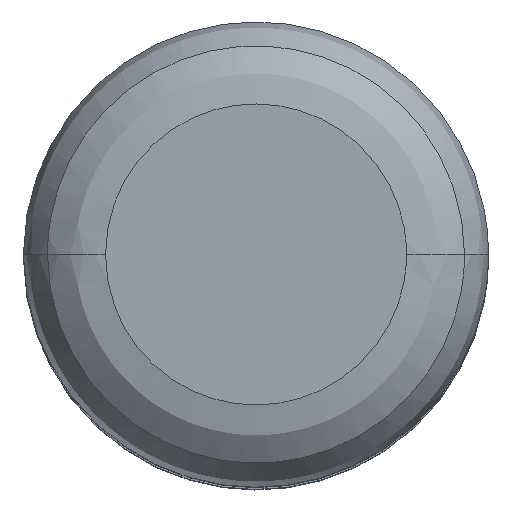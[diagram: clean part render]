
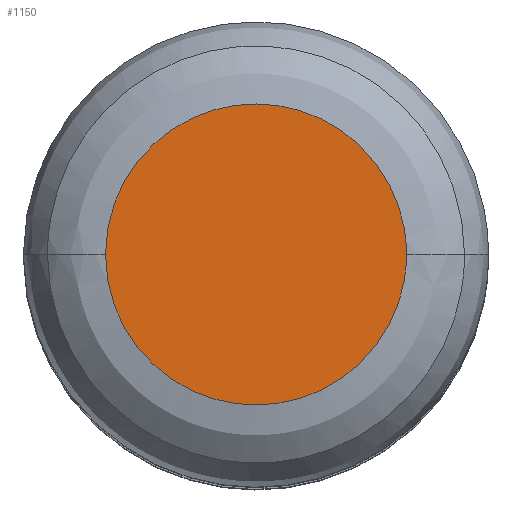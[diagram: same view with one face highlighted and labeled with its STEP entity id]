
A CAD part, top view. The second image highlights one B-rep face of the part: STEP entity #1150.
In plain terms, the highlighted free-form (B-spline) face has degree [1, 1] with [2, 2] control points.
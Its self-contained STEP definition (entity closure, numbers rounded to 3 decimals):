
#1109=CARTESIAN_POINT('F2',(-3.025,-3.025,
   6.7));
#1110=CARTESIAN_POINT('F2',(3.025,-3.025,
   6.7));
#1111=CARTESIAN_POINT('F2',(-3.025,3.025,
   6.7));
#1112=CARTESIAN_POINT('F2',(3.025,3.025,
   6.7));
#1113=QUASI_UNIFORM_SURFACE('F2',1,1,((#1109,#1111),(#1110,#1112)),
   .PLANE_SURF.,.F.,.F.,.U.);
#1114=CARTESIAN_POINT('V12',(-2.75,0.0,
   6.7));
#1115=VERTEX_POINT('V12',#1114);
#1116=CARTESIAN_POINT('V10',(2.75,0.0,6.7)
   );
#1117=VERTEX_POINT('V10',#1116);
#1118=CARTESIAN_POINT('E5',(-2.75,0.0,6.7)
   );
#1119=CARTESIAN_POINT('E5',(-2.75,-2.75,
   6.7));
#1120=CARTESIAN_POINT('E5',(0.0,-2.75,6.7)
   );
#1121=CARTESIAN_POINT('E5',(2.75,-2.75,
   6.7));
#1122=CARTESIAN_POINT('E5',(2.75,0.0,6.7)
   );
#1130=(BOUNDED_CURVE()B_SPLINE_CURVE(2,(#1118,#1119,#1120,#1121,
   #1122),.CIRCULAR_ARC.,.F.,.U.)B_SPLINE_CURVE_WITH_KNOTS((3,2,3),
   (0.0,0.5,1.0),.UNSPECIFIED.)CURVE()
   GEOMETRIC_REPRESENTATION_ITEM()RATIONAL_B_SPLINE_CURVE((1.0,
   0.707,1.0,0.707,1.0))REPRESENTATION_ITEM(
   'E5'));
#1131=EDGE_CURVE('E5',#1115,#1117,#1130,.T.);
#1132=ORIENTED_EDGE('E5',*,*,#1131,.T.);
#1133=CARTESIAN_POINT('E4',(-2.75,0.0,6.7)
   );
#1134=CARTESIAN_POINT('E4',(-2.75,2.75,
   6.7));
#1135=CARTESIAN_POINT('E4',(0.0,2.75,6.7)
   );
#1136=CARTESIAN_POINT('E4',(2.75,2.75,
   6.7));
#1137=CARTESIAN_POINT('E4',(2.75,0.0,6.7)
   );
#1145=(BOUNDED_CURVE()B_SPLINE_CURVE(2,(#1133,#1134,#1135,#1136,
   #1137),.CIRCULAR_ARC.,.F.,.U.)B_SPLINE_CURVE_WITH_KNOTS((3,2,3),
   (0.0,0.5,1.0),.UNSPECIFIED.)CURVE()
   GEOMETRIC_REPRESENTATION_ITEM()RATIONAL_B_SPLINE_CURVE((1.0,
   0.707,1.0,0.707,1.0))REPRESENTATION_ITEM(
   'E4'));
#1146=EDGE_CURVE('E4',#1115,#1117,#1145,.T.);
#1147=ORIENTED_EDGE('E4',*,*,#1146,.F.);
#1148=EDGE_LOOP('F2',(#1132,#1147));
#1149=FACE_OUTER_BOUND('F2',#1148,.T.);
#1150=ADVANCED_FACE('F2',(#1149),#1113,.T.);
